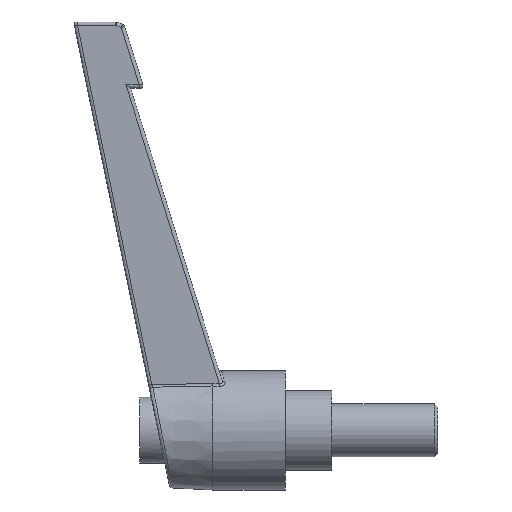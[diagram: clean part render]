
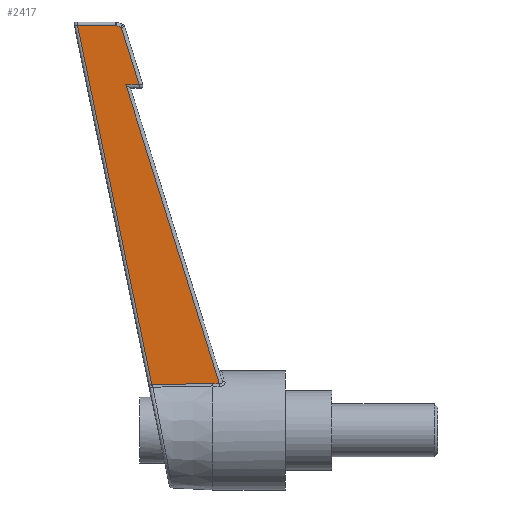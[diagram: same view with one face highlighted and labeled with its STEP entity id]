
A CAD part, left-side view. The second image highlights one B-rep face of the part: STEP entity #2417.
In plain terms, the highlighted planar face has unit normal (-0.999, 0.054, -0.004).
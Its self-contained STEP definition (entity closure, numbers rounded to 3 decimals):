
#164 = CARTESIAN_POINT ( 'NONE',  ( -5.395, 22.104, 52.193 ) ) ;
#286 = CARTESIAN_POINT ( 'NONE',  ( -5.196, 23.93, 25.005 ) ) ;
#301 = DIRECTION ( 'NONE',  ( -0.054, -0.999, 0. ) ) ;
#327 = CARTESIAN_POINT ( 'NONE',  ( -5.878, 9.994, 7.043 ) ) ;
#358 = CARTESIAN_POINT ( 'NONE',  ( -5.998, 7.287, 0.143 ) ) ;
#379 = ORIENTED_EDGE ( 'NONE', *, *, #2961, .T. ) ;
#486 = CARTESIAN_POINT ( 'NONE',  ( -5.239, 25.625, 61.193 ) ) ;
#709 = VERTEX_POINT ( 'NONE', #1262 ) ;
#714 = CARTESIAN_POINT ( 'NONE',  ( -4.928, 31.413, 61.193 ) ) ;
#789 = ORIENTED_EDGE ( 'NONE', *, *, #4518, .T. ) ;
#814 = CARTESIAN_POINT ( 'NONE',  ( -5.323, 23.437, 52.193 ) ) ;
#839 = VERTEX_POINT ( 'NONE', #928 ) ;
#928 = CARTESIAN_POINT ( 'NONE',  ( -4.928, 31.413, 61.193 ) ) ;
#1041 = CARTESIAN_POINT ( 'NONE',  ( -5.357, 23.007, 55.083 ) ) ;
#1126 = FACE_OUTER_BOUND ( 'NONE', #2133, .T. ) ;
#1224 = B_SPLINE_CURVE_WITH_KNOTS ( 'NONE', 3,
 ( #2057, #4592, #4643, #486 ),
 .UNSPECIFIED., .F., .F.,
 ( 4, 4 ),
 ( 0., 1. ),
 .UNSPECIFIED. ) ;
#1259 = CARTESIAN_POINT ( 'NONE',  ( -5.33, 20.188, 6.911 ) ) ;
#1262 = CARTESIAN_POINT ( 'NONE',  ( -5.878, 9.994, 7.043 ) ) ;
#1279 = CARTESIAN_POINT ( 'NONE',  ( -5.826, 10.973, 7.091 ) ) ;
#1334 = CARTESIAN_POINT ( 'NONE',  ( -5.359, 22.77, 52.193 ) ) ;
#1359 = CARTESIAN_POINT ( 'NONE',  ( -5.287, 24.104, 52.193 ) ) ;
#1393 = EDGE_CURVE ( 'NONE', #839, #3149, #1884, .T. ) ;
#1487 = ORIENTED_EDGE ( 'NONE', *, *, #3635, .T. ) ;
#1510 = CARTESIAN_POINT ( 'NONE',  ( -5.031, 29.483, 61.193 ) ) ;
#1576 = CARTESIAN_POINT ( 'NONE',  ( -5.484, 19.401, 37.143 ) ) ;
#1582 = CARTESIAN_POINT ( 'NONE',  ( -5.395, 22.104, 52.193 ) ) ;
#1589 = ORIENTED_EDGE ( 'NONE', *, *, #3831, .T. ) ;
#1596 = CARTESIAN_POINT ( 'NONE',  ( -5.843, 10.647, 7.074 ) ) ;
#1733 = EDGE_CURVE ( 'NONE', #1811, #2729, #1224, .T. ) ;
#1792 = ORIENTED_EDGE ( 'NONE', *, *, #2955, .T. ) ;
#1811 = VERTEX_POINT ( 'NONE', #3146 ) ;
#1884 = B_SPLINE_CURVE_WITH_KNOTS ( 'NONE', 3,
 ( #3168, #4860, #286, #4436 ),
 .UNSPECIFIED., .F., .F.,
 ( 4, 4 ),
 ( 0., 1. ),
 .UNSPECIFIED. ) ;
#1913 = AXIS2_PLACEMENT_3D ( 'NONE', #358, #4476, #301 ) ;
#1951 = CARTESIAN_POINT ( 'NONE',  ( -5.239, 25.625, 61.193 ) ) ;
#2057 = CARTESIAN_POINT ( 'NONE',  ( -5.281, 24.813, 60.863 ) ) ;
#2068 = B_SPLINE_CURVE_WITH_KNOTS ( 'NONE', 3,
 ( #1359, #814, #1334, #3800 ),
 .UNSPECIFIED., .F., .F.,
 ( 4, 4 ),
 ( 0., 1. ),
 .UNSPECIFIED. ) ;
#2133 = EDGE_LOOP ( 'NONE', ( #1487, #379, #789, #1589, #2224, #2497, #1792, #2198 ) ) ;
#2198 = ORIENTED_EDGE ( 'NONE', *, *, #1393, .T. ) ;
#2224 = ORIENTED_EDGE ( 'NONE', *, *, #5237, .T. ) ;
#2277 = B_SPLINE_CURVE_WITH_KNOTS ( 'NONE', 3,
 ( #1951, #5311, #1510, #714 ),
 .UNSPECIFIED., .F., .F.,
 ( 4, 4 ),
 ( 0., 1. ),
 .UNSPECIFIED. ) ;
#2417 = ADVANCED_FACE ( 'NONE', ( #1126 ), #2791, .T. ) ;
#2419 = VERTEX_POINT ( 'NONE', #4068 ) ;
#2497 = ORIENTED_EDGE ( 'NONE', *, *, #1733, .T. ) ;
#2729 = VERTEX_POINT ( 'NONE', #4168 ) ;
#2791 = PLANE ( 'NONE',  #1913 ) ;
#2797 = CARTESIAN_POINT ( 'NONE',  ( -5.287, 24.104, 52.193 ) ) ;
#2834 = VERTEX_POINT ( 'NONE', #1279 ) ;
#2955 = EDGE_CURVE ( 'NONE', #2729, #839, #2277, .T. ) ;
#2961 = EDGE_CURVE ( 'NONE', #2834, #709, #4793, .T. ) ;
#3057 = CARTESIAN_POINT ( 'NONE',  ( -5.66, 14.045, 7.031 ) ) ;
#3146 = CARTESIAN_POINT ( 'NONE',  ( -5.281, 24.813, 60.863 ) ) ;
#3149 = VERTEX_POINT ( 'NONE', #5083 ) ;
#3168 = CARTESIAN_POINT ( 'NONE',  ( -4.928, 31.413, 61.193 ) ) ;
#3333 = B_SPLINE_CURVE_WITH_KNOTS ( 'NONE', 3,
 ( #164, #1041, #4389, #3980 ),
 .UNSPECIFIED., .F., .F.,
 ( 4, 4 ),
 ( 0., 1. ),
 .UNSPECIFIED. ) ;
#3370 = CARTESIAN_POINT ( 'NONE',  ( -5.826, 10.973, 7.091 ) ) ;
#3635 = EDGE_CURVE ( 'NONE', #3149, #2834, #4522, .T. ) ;
#3682 = CARTESIAN_POINT ( 'NONE',  ( -5.681, 14.698, 22.093 ) ) ;
#3800 = CARTESIAN_POINT ( 'NONE',  ( -5.395, 22.104, 52.193 ) ) ;
#3831 = EDGE_CURVE ( 'NONE', #2419, #4007, #2068, .T. ) ;
#3980 = CARTESIAN_POINT ( 'NONE',  ( -5.281, 24.813, 60.863 ) ) ;
#4007 = VERTEX_POINT ( 'NONE', #1582 ) ;
#4035 = CARTESIAN_POINT ( 'NONE',  ( -5.861, 10.321, 7.059 ) ) ;
#4068 = CARTESIAN_POINT ( 'NONE',  ( -5.287, 24.104, 52.193 ) ) ;
#4168 = CARTESIAN_POINT ( 'NONE',  ( -5.239, 25.625, 61.193 ) ) ;
#4251 = B_SPLINE_CURVE_WITH_KNOTS ( 'NONE', 3,
 ( #4990, #3682, #1576, #2797 ),
 .UNSPECIFIED., .F., .F.,
 ( 4, 4 ),
 ( 0., 1. ),
 .UNSPECIFIED. ) ;
#4389 = CARTESIAN_POINT ( 'NONE',  ( -5.319, 23.91, 57.973 ) ) ;
#4436 = CARTESIAN_POINT ( 'NONE',  ( -5.33, 20.188, 6.911 ) ) ;
#4476 = DIRECTION ( 'NONE',  ( -0.999, 0.054, -0.004 ) ) ;
#4518 = EDGE_CURVE ( 'NONE', #709, #2419, #4251, .T. ) ;
#4522 = B_SPLINE_CURVE_WITH_KNOTS ( 'NONE', 3,
 ( #1259, #5167, #3057, #3370 ),
 .UNSPECIFIED., .F., .F.,
 ( 4, 4 ),
 ( 0., 1. ),
 .UNSPECIFIED. ) ;
#4592 = CARTESIAN_POINT ( 'NONE',  ( -5.267, 25.084, 60.973 ) ) ;
#4643 = CARTESIAN_POINT ( 'NONE',  ( -5.253, 25.354, 61.083 ) ) ;
#4793 = B_SPLINE_CURVE_WITH_KNOTS ( 'NONE', 3,
 ( #5424, #1596, #4035, #327 ),
 .UNSPECIFIED., .F., .F.,
 ( 4, 4 ),
 ( 0., 1. ),
 .UNSPECIFIED. ) ;
#4860 = CARTESIAN_POINT ( 'NONE',  ( -5.062, 27.671, 43.099 ) ) ;
#4990 = CARTESIAN_POINT ( 'NONE',  ( -5.878, 9.994, 7.043 ) ) ;
#5083 = CARTESIAN_POINT ( 'NONE',  ( -5.33, 20.188, 6.911 ) ) ;
#5167 = CARTESIAN_POINT ( 'NONE',  ( -5.495, 17.116, 6.971 ) ) ;
#5237 = EDGE_CURVE ( 'NONE', #4007, #1811, #3333, .T. ) ;
#5311 = CARTESIAN_POINT ( 'NONE',  ( -5.135, 27.554, 61.193 ) ) ;
#5424 = CARTESIAN_POINT ( 'NONE',  ( -5.826, 10.973, 7.091 ) ) ;
